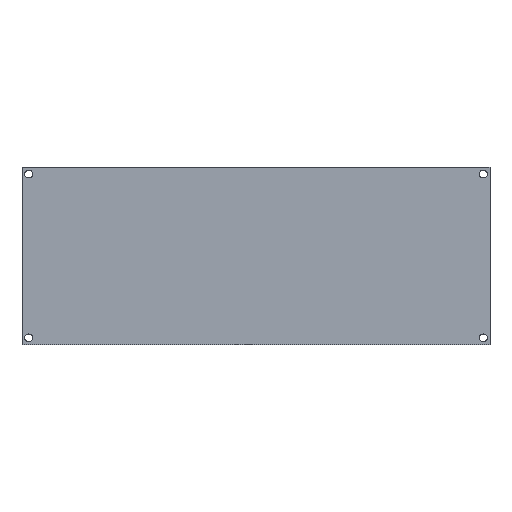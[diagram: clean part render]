
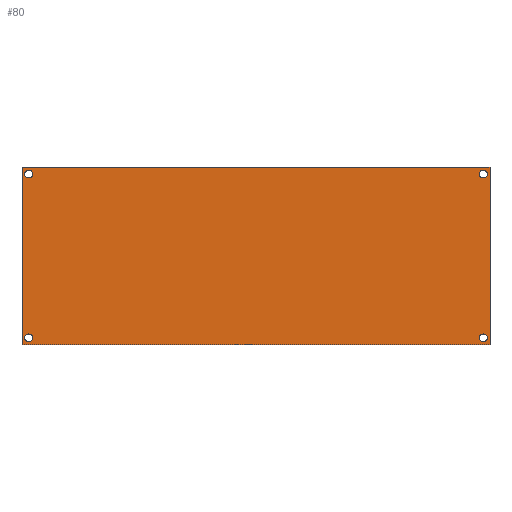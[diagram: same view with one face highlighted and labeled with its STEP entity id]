
A CAD part, top view. The second image highlights one B-rep face of the part: STEP entity #80.
In plain terms, the highlighted planar face has unit normal (0, 0, 1).
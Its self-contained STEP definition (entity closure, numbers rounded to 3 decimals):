
#54=FACE_BOUND('',#104,.T.);
#55=FACE_BOUND('',#105,.T.);
#56=FACE_BOUND('',#106,.T.);
#57=FACE_BOUND('',#107,.T.);
#58=FACE_BOUND('',#108,.T.);
#64=CIRCLE('',#218,1.5);
#66=CIRCLE('',#221,1.5);
#68=CIRCLE('',#224,1.5);
#70=CIRCLE('',#228,1.5);
#80=ADVANCED_FACE('',(#54,#55,#56,#57,#58),#86,.F.);
#86=PLANE('',#231);
#104=EDGE_LOOP('',(#138,#139,#140,#141));
#105=EDGE_LOOP('',(#142));
#106=EDGE_LOOP('',(#143));
#107=EDGE_LOOP('',(#144));
#108=EDGE_LOOP('',(#145));
#138=ORIENTED_EDGE('',*,*,#172,.T.);
#139=ORIENTED_EDGE('',*,*,#176,.T.);
#140=ORIENTED_EDGE('',*,*,#179,.T.);
#141=ORIENTED_EDGE('',*,*,#187,.T.);
#142=ORIENTED_EDGE('',*,*,#184,.T.);
#143=ORIENTED_EDGE('',*,*,#182,.F.);
#144=ORIENTED_EDGE('',*,*,#180,.F.);
#145=ORIENTED_EDGE('',*,*,#188,.T.);
#156=VERTEX_POINT('',#288);
#157=VERTEX_POINT('',#290);
#159=VERTEX_POINT('',#296);
#161=VERTEX_POINT('',#302);
#162=VERTEX_POINT('',#306);
#164=VERTEX_POINT('',#311);
#166=VERTEX_POINT('',#316);
#168=VERTEX_POINT('',#324);
#172=EDGE_CURVE('',#157,#156,#192,.T.);
#176=EDGE_CURVE('',#156,#159,#196,.T.);
#179=EDGE_CURVE('',#159,#161,#199,.T.);
#180=EDGE_CURVE('',#162,#162,#64,.T.);
#182=EDGE_CURVE('',#164,#164,#66,.T.);
#184=EDGE_CURVE('',#166,#166,#68,.T.);
#187=EDGE_CURVE('',#161,#157,#201,.T.);
#188=EDGE_CURVE('',#168,#168,#70,.T.);
#192=LINE('',#289,#204);
#196=LINE('',#297,#208);
#199=LINE('',#303,#211);
#201=LINE('',#321,#213);
#204=VECTOR('',#237,1.);
#208=VECTOR('',#243,1.);
#211=VECTOR('',#248,1.);
#213=VECTOR('',#270,1.);
#218=AXIS2_PLACEMENT_3D('',#305,#251,#252);
#221=AXIS2_PLACEMENT_3D('',#310,#257,#258);
#224=AXIS2_PLACEMENT_3D('',#315,#263,#264);
#228=AXIS2_PLACEMENT_3D('',#323,#273,#274);
#231=AXIS2_PLACEMENT_3D('',#328,#279,#280);
#237=DIRECTION('',(0.,-1.,0.));
#243=DIRECTION('',(1.,0.,0.));
#248=DIRECTION('',(0.,1.,0.));
#251=DIRECTION('',(0.,0.,1.));
#252=DIRECTION('',(1.,0.,0.));
#257=DIRECTION('',(0.,0.,1.));
#258=DIRECTION('',(-1.,0.,0.));
#263=DIRECTION('',(0.,0.,-1.));
#264=DIRECTION('',(-1.,0.,0.));
#270=DIRECTION('',(-1.,0.,0.));
#273=DIRECTION('',(0.,0.,-1.));
#274=DIRECTION('',(1.,0.,0.));
#279=DIRECTION('',(0.,0.,-1.));
#280=DIRECTION('',(-1.,0.,0.));
#288=CARTESIAN_POINT('',(-5.,1.,31.));
#289=CARTESIAN_POINT('',(-5.,68.,31.));
#290=CARTESIAN_POINT('',(-5.,68.,31.));
#296=CARTESIAN_POINT('',(172.,1.,31.));
#297=CARTESIAN_POINT('',(-5.,1.,31.));
#302=CARTESIAN_POINT('',(172.,68.,31.));
#303=CARTESIAN_POINT('',(172.,1.,31.));
#305=CARTESIAN_POINT('',(-2.5,65.5,31.));
#306=CARTESIAN_POINT('',(-1.,65.5,31.));
#310=CARTESIAN_POINT('',(169.5,3.5,31.));
#311=CARTESIAN_POINT('',(168.,3.5,31.));
#315=CARTESIAN_POINT('',(169.5,65.5,31.));
#316=CARTESIAN_POINT('',(168.,65.5,31.));
#321=CARTESIAN_POINT('',(172.,68.,31.));
#323=CARTESIAN_POINT('',(-2.5,3.5,31.));
#324=CARTESIAN_POINT('',(-1.,3.5,31.));
#328=CARTESIAN_POINT('',(169.5,65.5,31.));
